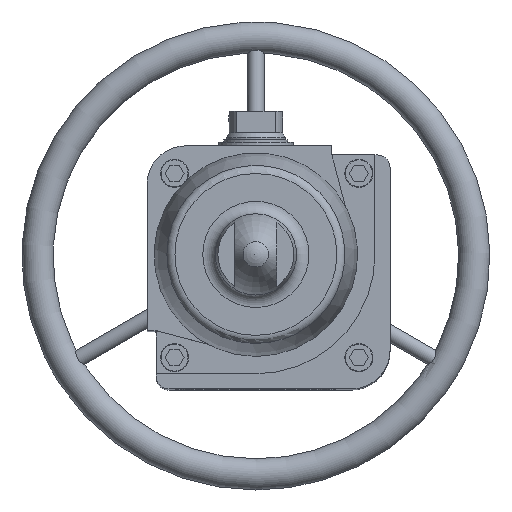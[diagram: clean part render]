
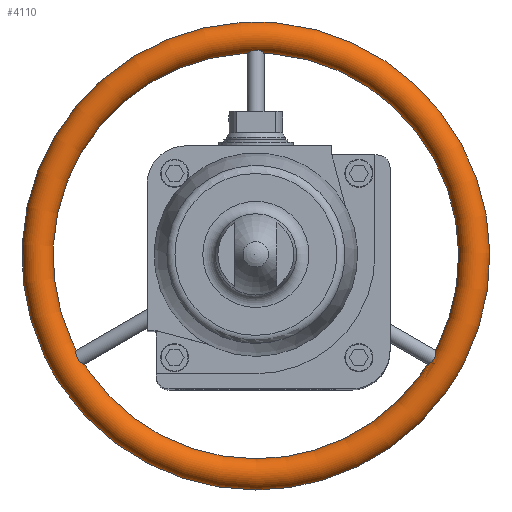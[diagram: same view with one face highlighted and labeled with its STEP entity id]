
A CAD part, top view. The second image highlights one B-rep face of the part: STEP entity #4110.
In plain terms, the highlighted toroidal (fillet/blend) face has major radius 186.65 mm and minor radius 13.35 mm.
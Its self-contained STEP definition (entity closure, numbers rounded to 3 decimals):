
#53=TOROIDAL_SURFACE('',#4475,186.65,13.35);
#115=B_SPLINE_CURVE_WITH_KNOTS('',3,(#6532,#6533,#6534,#6535,#6536,#6537,
#6538,#6539,#6540,#6541,#6542,#6543,#6544,#6545,#6546,#6547,#6548,#6549,
#6550),.UNSPECIFIED.,.T.,.F.,(1,1,1,1,1,1,1,1,1,1,1,1,1,1,1,1,1,1,1,1,1,
1,1),(-0.008,-0.006,-0.003,0.,
0.003,0.006,0.008,0.011,
0.014,0.017,0.02,0.022,
0.025,0.028,0.031,0.034,
0.036,0.039,0.042,0.045,
0.048,0.05,0.053),.UNSPECIFIED.);
#116=B_SPLINE_CURVE_WITH_KNOTS('',3,(#6553,#6554,#6555,#6556,#6557,#6558,
#6559,#6560,#6561,#6562,#6563,#6564,#6565,#6566,#6567,#6568,#6569,#6570,
#6571),.UNSPECIFIED.,.T.,.F.,(1,1,1,1,1,1,1,1,1,1,1,1,1,1,1,1,1,1,1,1,1,
1,1),(-0.008,-0.006,-0.003,0.,
0.003,0.006,0.008,0.011,
0.014,0.017,0.02,0.022,
0.025,0.028,0.031,0.034,
0.036,0.039,0.042,0.045,
0.048,0.05,0.053),.UNSPECIFIED.);
#117=B_SPLINE_CURVE_WITH_KNOTS('',3,(#6574,#6575,#6576,#6577,#6578,#6579,
#6580,#6581,#6582,#6583,#6584,#6585,#6586,#6587,#6588,#6589,#6590,#6591,
#6592),.UNSPECIFIED.,.T.,.F.,(1,1,1,1,1,1,1,1,1,1,1,1,1,1,1,1,1,1,1,1,1,
1,1),(-0.008,-0.006,-0.003,0.,
0.003,0.006,0.008,0.011,
0.014,0.017,0.02,0.022,
0.025,0.028,0.031,0.034,
0.036,0.039,0.042,0.045,
0.048,0.05,0.053),.UNSPECIFIED.);
#1226=ORIENTED_EDGE('',*,*,#2213,.F.);
#1227=ORIENTED_EDGE('',*,*,#2212,.F.);
#1228=ORIENTED_EDGE('',*,*,#2211,.F.);
#2211=EDGE_CURVE('',#2718,#2718,#115,.T.);
#2212=EDGE_CURVE('',#2719,#2719,#116,.T.);
#2213=EDGE_CURVE('',#2720,#2720,#117,.T.);
#2718=VERTEX_POINT('',#6551);
#2719=VERTEX_POINT('',#6572);
#2720=VERTEX_POINT('',#6593);
#3278=EDGE_LOOP('',(#1226));
#3279=EDGE_LOOP('',(#1227));
#3280=EDGE_LOOP('',(#1228));
#3676=FACE_BOUND('',#3278,.T.);
#3677=FACE_BOUND('',#3279,.T.);
#3678=FACE_BOUND('',#3280,.T.);
#4110=ADVANCED_FACE('',(#3676,#3677,#3678),#53,.T.);
#4475=AXIS2_PLACEMENT_3D('',#6594,#5140,#5141);
#5140=DIRECTION('',(0.,0.,-1.));
#5141=DIRECTION('',(-1.,0.,0.));
#6532=CARTESIAN_POINT('',(-6.516,173.205,-419.281));
#6533=CARTESIAN_POINT('',(-4.919,173.807,-421.603));
#6534=CARTESIAN_POINT('',(-2.655,174.518,-423.192));
#6535=CARTESIAN_POINT('',(0.151,174.851,-423.774));
#6536=CARTESIAN_POINT('',(2.93,174.45,-423.064));
#6537=CARTESIAN_POINT('',(5.135,173.727,-421.374));
#6538=CARTESIAN_POINT('',(6.631,173.165,-419.006));
#6539=CARTESIAN_POINT('',(7.192,173.116,-416.187));
#6540=CARTESIAN_POINT('',(6.599,173.736,-413.429));
#6541=CARTESIAN_POINT('',(5.001,174.747,-411.263));
#6542=CARTESIAN_POINT('',(2.675,175.695,-409.875));
#6543=CARTESIAN_POINT('',(-0.141,176.083,-409.406));
#6544=CARTESIAN_POINT('',(-2.935,175.617,-409.974));
#6545=CARTESIAN_POINT('',(-5.197,174.641,-411.447));
#6546=CARTESIAN_POINT('',(-6.706,173.652,-413.678));
#6547=CARTESIAN_POINT('',(-7.188,173.089,-416.476));
#6548=CARTESIAN_POINT('',(-6.516,173.205,-419.281));
#6549=CARTESIAN_POINT('',(-4.919,173.807,-421.603));
#6550=CARTESIAN_POINT('',(-2.655,174.518,-423.192));
#6551=CARTESIAN_POINT('',(-4.808,173.825,-421.481));
#6553=CARTESIAN_POINT('',(-150.191,-89.144,-423.416));
#6554=CARTESIAN_POINT('',(-151.801,-86.719,-423.727));
#6555=CARTESIAN_POINT('',(-152.679,-84.148,-422.762));
#6556=CARTESIAN_POINT('',(-153.086,-82.008,-420.915));
#6557=CARTESIAN_POINT('',(-153.33,-80.627,-418.428));
#6558=CARTESIAN_POINT('',(-153.573,-80.393,-415.57));
#6559=CARTESIAN_POINT('',(-153.798,-81.489,-412.9));
#6560=CARTESIAN_POINT('',(-153.807,-83.542,-410.896));
#6561=CARTESIAN_POINT('',(-153.336,-86.098,-409.692));
#6562=CARTESIAN_POINT('',(-152.088,-88.682,-409.441));
#6563=CARTESIAN_POINT('',(-150.194,-90.723,-410.219));
#6564=CARTESIAN_POINT('',(-148.253,-92.049,-411.864));
#6565=CARTESIAN_POINT('',(-146.788,-92.72,-414.24));
#6566=CARTESIAN_POINT('',(-146.303,-92.711,-417.085));
#6567=CARTESIAN_POINT('',(-146.962,-92.06,-419.822));
#6568=CARTESIAN_POINT('',(-148.404,-90.875,-421.998));
#6569=CARTESIAN_POINT('',(-150.191,-89.144,-423.416));
#6570=CARTESIAN_POINT('',(-151.801,-86.719,-423.727));
#6571=CARTESIAN_POINT('',(-152.679,-84.148,-422.762));
#6572=CARTESIAN_POINT('',(-151.679,-86.694,-423.514));
#6574=CARTESIAN_POINT('',(149.035,-90.317,-422.614));
#6575=CARTESIAN_POINT('',(147.419,-91.689,-420.686));
#6576=CARTESIAN_POINT('',(146.426,-92.539,-418.133));
#6577=CARTESIAN_POINT('',(146.472,-92.797,-415.264));
#6578=CARTESIAN_POINT('',(147.631,-92.373,-412.659));
#6579=CARTESIAN_POINT('',(149.458,-91.288,-410.731));
#6580=CARTESIAN_POINT('',(151.428,-89.526,-409.618));
#6581=CARTESIAN_POINT('',(152.969,-87.095,-409.476));
#6582=CARTESIAN_POINT('',(153.706,-84.451,-410.35));
#6583=CARTESIAN_POINT('',(153.839,-82.165,-412.071));
#6584=CARTESIAN_POINT('',(153.668,-80.659,-414.512));
#6585=CARTESIAN_POINT('',(153.417,-80.382,-417.38));
#6586=CARTESIAN_POINT('',(153.184,-81.391,-420.067));
#6587=CARTESIAN_POINT('',(152.861,-83.301,-422.173));
#6588=CARTESIAN_POINT('',(152.207,-85.747,-423.5));
#6589=CARTESIAN_POINT('',(150.843,-88.328,-423.687));
#6590=CARTESIAN_POINT('',(149.035,-90.317,-422.614));
#6591=CARTESIAN_POINT('',(147.419,-91.689,-420.686));
#6592=CARTESIAN_POINT('',(146.426,-92.539,-418.133));
#6593=CARTESIAN_POINT('',(147.523,-91.602,-420.582));
#6594=CARTESIAN_POINT('',(0.,0.,-417.55));
